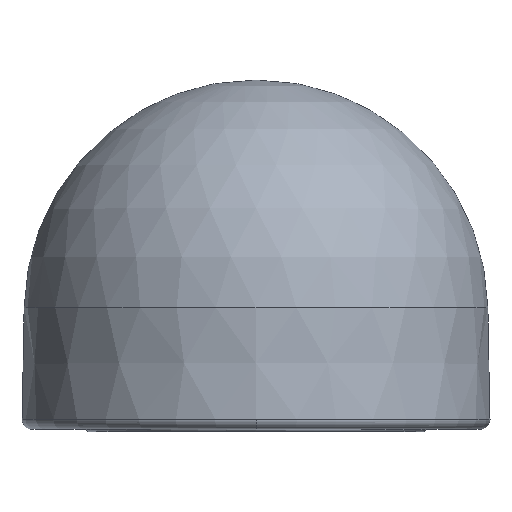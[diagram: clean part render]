
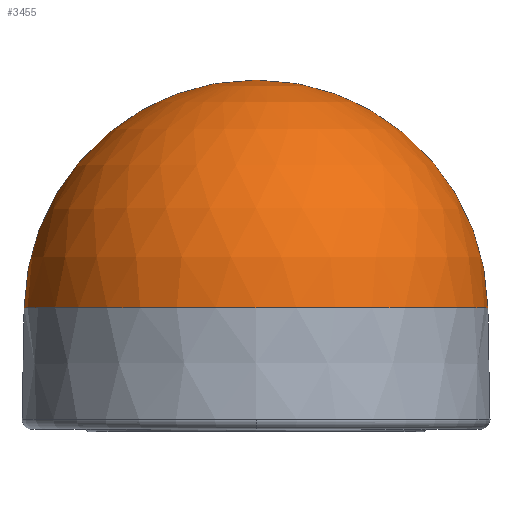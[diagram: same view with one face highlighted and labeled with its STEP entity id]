
A CAD part, top view. The second image highlights one B-rep face of the part: STEP entity #3455.
In plain terms, the highlighted spherical face has radius 47.821 mm.
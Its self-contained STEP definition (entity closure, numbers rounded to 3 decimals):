
#46=CARTESIAN_POINT('',(0.,25.014,0.));
#47=DIRECTION('',(0.,1.,0.));
#48=DIRECTION('',(-1.,0.,0.));
#49=AXIS2_PLACEMENT_3D('',#46,#47,#48);
#69=CARTESIAN_POINT('',(0.,24.179,0.));
#70=DIRECTION('',(0.,0.,1.));
#71=DIRECTION('',(0.,1.,0.));
#72=AXIS2_PLACEMENT_3D('',#69,#70,#71);
#74=CARTESIAN_POINT('',(0.,24.179,0.));
#75=DIRECTION('',(0.,0.,-1.));
#76=DIRECTION('',(0.,1.,0.));
#77=AXIS2_PLACEMENT_3D('',#74,#75,#76);
#2939=CARTESIAN_POINT('',(0.,72.,0.));
#2940=CARTESIAN_POINT('',(-47.813,25.014,0.));
#2941=VERTEX_POINT('',#2939);
#2942=VERTEX_POINT('',#2940);
#2943=CARTESIAN_POINT('',(47.813,25.014,
0.));
#2944=VERTEX_POINT('',#2943);
#3445=CARTESIAN_POINT('',(0.,24.179,0.));
#3446=DIRECTION('',(0.,1.,0.));
#3447=DIRECTION('',(1.,0.,0.));
#3448=AXIS2_PLACEMENT_3D('',#3445,#3446,#3447);
#3449=SPHERICAL_SURFACE('',#3448,47.821);
#3450=ORIENTED_EDGE('',*,*,#3437,.F.);
#3451=ORIENTED_EDGE('',*,*,#3440,.T.);
#3452=ORIENTED_EDGE('',*,*,#3412,.F.);
#3453=EDGE_LOOP('',(#3450,#3451,#3452));
#3454=FACE_OUTER_BOUND('',#3453,.F.);
#3455=ADVANCED_FACE('',(#3454),#3449,.T.);
#50=CIRCLE('',#49,47.813);
#73=CIRCLE('',#72,47.821);
#78=CIRCLE('',#77,47.821);
#3412=EDGE_CURVE('',#2942,#2944,#50,.T.);
#3437=EDGE_CURVE('',#2941,#2942,#73,.T.);
#3440=EDGE_CURVE('',#2941,#2944,#78,.T.);
